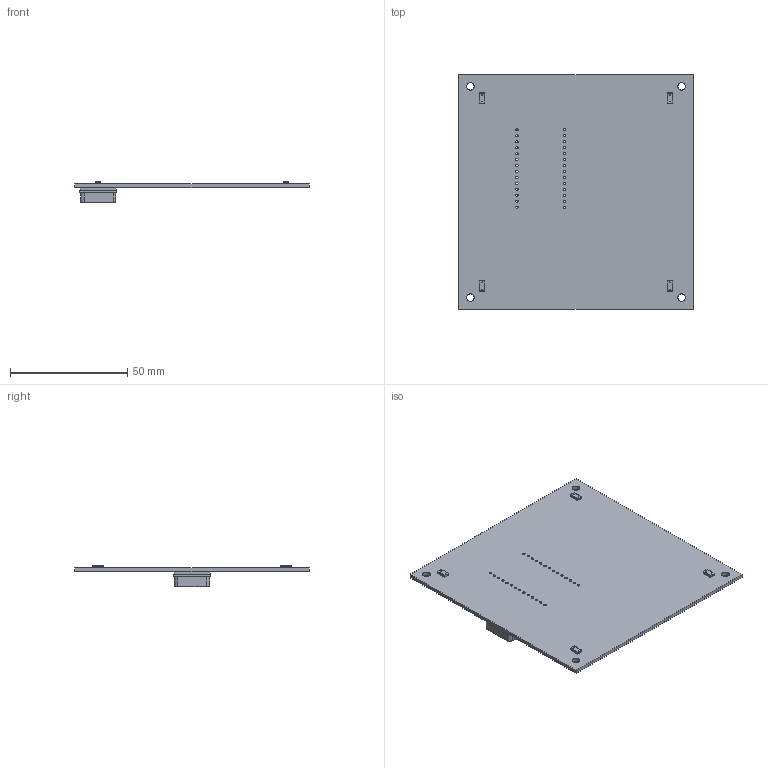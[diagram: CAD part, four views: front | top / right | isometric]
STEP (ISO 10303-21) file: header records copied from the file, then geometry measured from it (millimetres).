
FILE_DESCRIPTION(('KiCad electronic assembly'),'2;1');
FILE_NAME('ViperBaseboard.step','2020-04-02T10:15:00',('An Author'),( 'A Company'),'Open CASCADE STEP processor 6.9', 'KiCad to STEP converter','Unknown');
FILE_SCHEMA(('AUTOMOTIVE_DESIGN { 1 0 10303 214 1 1 1 1 }'));
Length unit declared in the file: millimetre
Products named in the file (6): Open CASCADE STEP translator 6.9 1; VL53L0X; COMPOUND; ublox_SAM_AP214
Assembly tree (8 placements, depth 3):
  Open CASCADE STEP translator 6.9 1
    VL53L0X  x4
      COMPOUND
    ublox_SAM_AP214
      COMPOUND
    COMPOUND
Bounding box: 100 x 100 x 9.18 mm (x, y, z)
Volume: 17241.7 mm3; surface area: 22730.4 mm2
Topology: 68 solids, 68 shells, 860 faces, 2102 edges, 1424 vertices
Faces by surface type: plane 713, cylinder 125, sphere 16, bspline 6
Full cylindrical faces by diameter (mm): 0.2 x4, 0.4 x4, 1 x28, 3.2 x4
Entity records: 24521 total; most frequent: CARTESIAN_POINT 7768, DIRECTION 2617, LINE 1679, VECTOR 1679, ORIENTED_EDGE 1660, PCURVE 1660, DEFINITIONAL_REPRESENTATION 1660, EDGE_CURVE 830
